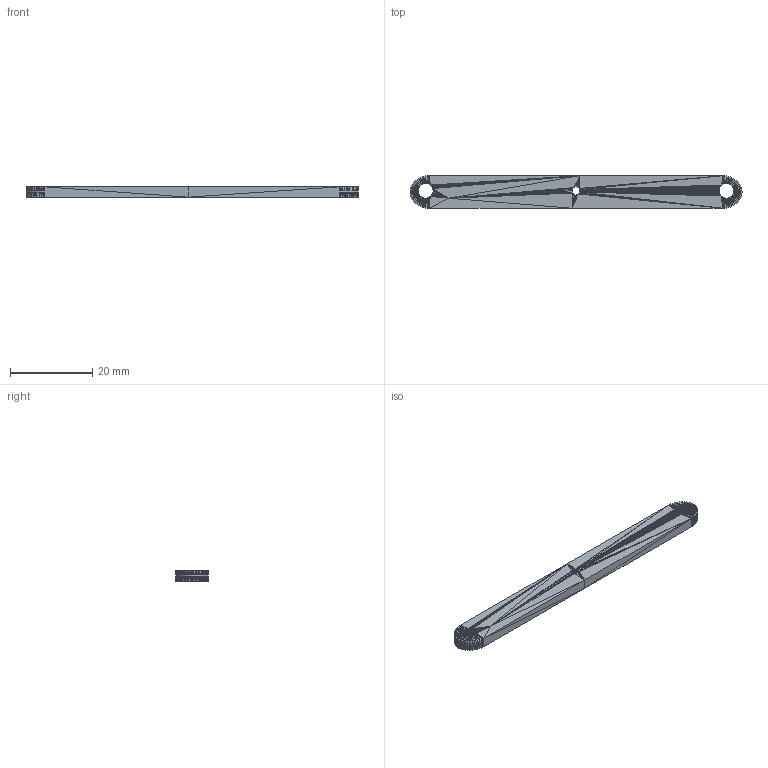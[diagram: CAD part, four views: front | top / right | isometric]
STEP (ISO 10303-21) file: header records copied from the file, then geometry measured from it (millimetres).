
FILE_DESCRIPTION((''),'2;1');
FILE_NAME('steering-connect-bar', '2025-02-24T13:10:18', (''), (''), 'ImageToStl.com STEP Converter','', '');
FILE_SCHEMA(('AUTOMOTIVE_DESIGN_CC2'));
Length unit declared in the file: metre
Products named in the file (1): product0
Bounding box: 80.5 x 7.9 x 2.5 mm (x, y, z)
Surface area: 1688.8 mm2 (no closed solid volume)
Topology: 0 solids, 884 shells, 884 faces, 2652 edges, 438 vertices
Faces by surface type: plane 884
Entity records: 20352 total; most frequent: DIRECTION 4422, ORIENTED_EDGE 2652, EDGE_CURVE 2652, LINE 2652, VECTOR 2652, AXIS2_PLACEMENT_3D 885, FACE_SURFACE 884, PLANE 884
